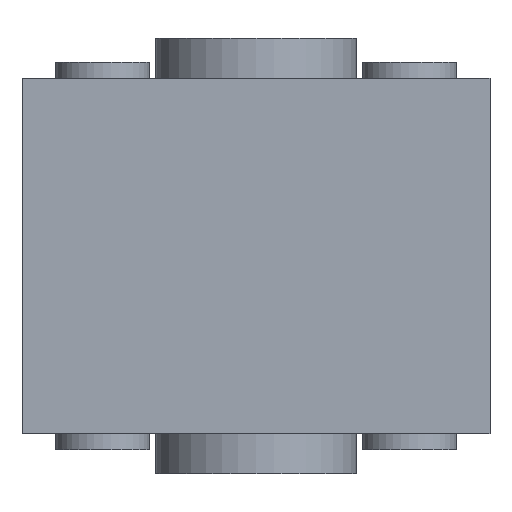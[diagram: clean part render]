
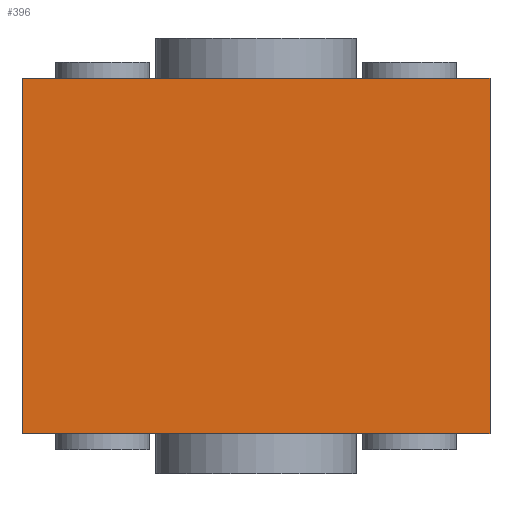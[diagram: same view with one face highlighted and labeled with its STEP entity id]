
A CAD part, front view. The second image highlights one B-rep face of the part: STEP entity #396.
In plain terms, the highlighted planar face has unit normal (0, -1, 0).
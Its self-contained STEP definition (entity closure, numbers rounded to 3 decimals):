
#21 = LINE ( 'NONE', #35, #1447 ) ;
#35 = CARTESIAN_POINT ( 'NONE',  ( 58., 0., 22. ) ) ;
#45 = VECTOR ( 'NONE', #436, 1000. ) ;
#210 = VERTEX_POINT ( 'NONE', #492 ) ;
#280 = EDGE_CURVE ( 'NONE', #1838, #210, #21, .T. ) ;
#323 = EDGE_LOOP ( 'NONE', ( #372, #454, #1427, #1245 ) ) ;
#338 = DIRECTION ( 'NONE',  ( 0., 0., -1. ) ) ;
#372 = ORIENTED_EDGE ( 'NONE', *, *, #1585, .T. ) ;
#396 = ADVANCED_FACE ( 'NONE', ( #710 ), #1539, .F. ) ;
#436 = DIRECTION ( 'NONE',  ( 0., 0., -1. ) ) ;
#454 = ORIENTED_EDGE ( 'NONE', *, *, #280, .F. ) ;
#461 = LINE ( 'NONE', #1594, #775 ) ;
#481 = CARTESIAN_POINT ( 'NONE',  ( 0., 0., 22. ) ) ;
#492 = CARTESIAN_POINT ( 'NONE',  ( 58., 0., -22. ) ) ;
#586 = AXIS2_PLACEMENT_3D ( 'NONE', #1887, #1368, #1064 ) ;
#681 = EDGE_CURVE ( 'NONE', #1675, #1838, #1620, .T. ) ;
#710 = FACE_OUTER_BOUND ( 'NONE', #323, .T. ) ;
#775 = VECTOR ( 'NONE', #1766, 1000. ) ;
#977 = CARTESIAN_POINT ( 'NONE',  ( 0., 0., 22. ) ) ;
#978 = CARTESIAN_POINT ( 'NONE',  ( 0., 0., -22. ) ) ;
#999 = DIRECTION ( 'NONE',  ( 1., 0., 0. ) ) ;
#1064 = DIRECTION ( 'NONE',  ( 0., 0., 1. ) ) ;
#1156 = VECTOR ( 'NONE', #999, 1000. ) ;
#1245 = ORIENTED_EDGE ( 'NONE', *, *, #1582, .T. ) ;
#1368 = DIRECTION ( 'NONE',  ( 0., 1., 0. ) ) ;
#1427 = ORIENTED_EDGE ( 'NONE', *, *, #681, .F. ) ;
#1447 = VECTOR ( 'NONE', #338, 1000. ) ;
#1539 = PLANE ( 'NONE',  #586 ) ;
#1582 = EDGE_CURVE ( 'NONE', #1675, #2136, #1958, .T. ) ;
#1585 = EDGE_CURVE ( 'NONE', #2136, #210, #461, .T. ) ;
#1594 = CARTESIAN_POINT ( 'NONE',  ( 0., 0., -22. ) ) ;
#1620 = LINE ( 'NONE', #977, #1156 ) ;
#1675 = VERTEX_POINT ( 'NONE', #2019 ) ;
#1689 = CARTESIAN_POINT ( 'NONE',  ( 58., 0., 22. ) ) ;
#1766 = DIRECTION ( 'NONE',  ( 1., 0., 0. ) ) ;
#1838 = VERTEX_POINT ( 'NONE', #1689 ) ;
#1887 = CARTESIAN_POINT ( 'NONE',  ( 0., 0., 22. ) ) ;
#1958 = LINE ( 'NONE', #481, #45 ) ;
#2019 = CARTESIAN_POINT ( 'NONE',  ( 0., 0., 22. ) ) ;
#2136 = VERTEX_POINT ( 'NONE', #978 ) ;
